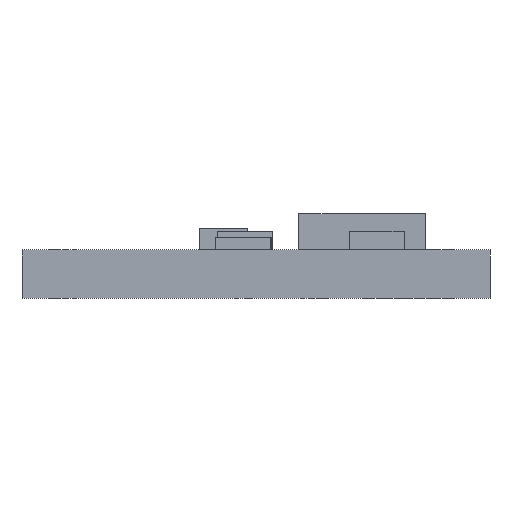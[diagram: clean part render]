
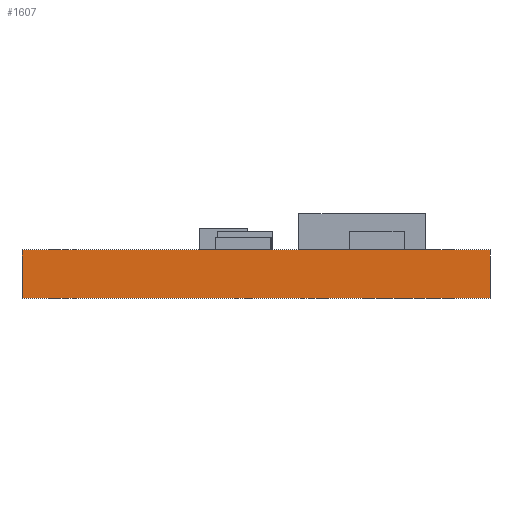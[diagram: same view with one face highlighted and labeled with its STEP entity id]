
A CAD part, front view. The second image highlights one B-rep face of the part: STEP entity #1607.
In plain terms, the highlighted planar face has unit normal (0, -1, 0).
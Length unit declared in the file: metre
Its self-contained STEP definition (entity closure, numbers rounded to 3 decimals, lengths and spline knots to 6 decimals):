
#198=ORIENTED_EDGE('',*,*,#609,.T.);
#199=ORIENTED_EDGE('',*,*,#610,.F.);
#200=ORIENTED_EDGE('',*,*,#586,.F.);
#201=ORIENTED_EDGE('',*,*,#607,.T.);
#586=EDGE_CURVE('',#791,#793,#938,.T.);
#607=EDGE_CURVE('',#791,#812,#946,.T.);
#609=EDGE_CURVE('',#812,#814,#948,.T.);
#610=EDGE_CURVE('',#793,#814,#949,.T.);
#791=VERTEX_POINT('',#2763);
#793=VERTEX_POINT('',#2766);
#812=VERTEX_POINT('',#2806);
#814=VERTEX_POINT('',#2812);
#938=LINE('',#2765,#1118);
#946=LINE('',#2808,#1126);
#948=LINE('',#2811,#1128);
#949=LINE('',#2813,#1129);
#1118=VECTOR('',#2301,1.);
#1126=VECTOR('',#2337,1.);
#1128=VECTOR('',#2341,1.);
#1129=VECTOR('',#2342,1.);
#1274=EDGE_LOOP('',(#198,#199,#200,#201));
#1416=FACE_BOUND('',#1274,.T.);
#1531=PLANE('',#2144);
#1607=ADVANCED_FACE('',(#1416),#1531,.F.);
#2144=AXIS2_PLACEMENT_3D('',#2810,#2339,#2340);
#2301=DIRECTION('',(1.,0.,0.));
#2337=DIRECTION('',(0.,0.,-1.));
#2339=DIRECTION('',(0.,1.,0.));
#2340=DIRECTION('',(0.,0.,1.));
#2341=DIRECTION('',(1.,0.,0.));
#2342=DIRECTION('',(0.,0.,-1.));
#2763=CARTESIAN_POINT('',(-0.00133,-0.02428,0.0016));
#2765=CARTESIAN_POINT('',(0.00642,-0.02428,0.0016));
#2766=CARTESIAN_POINT('',(0.01417,-0.02428,0.0016));
#2806=CARTESIAN_POINT('',(-0.00133,-0.02428,0.));
#2808=CARTESIAN_POINT('',(-0.00133,-0.02428,0.0016));
#2810=CARTESIAN_POINT('',(0.00642,-0.02428,0.0016));
#2811=CARTESIAN_POINT('',(0.00642,-0.02428,0.));
#2812=CARTESIAN_POINT('',(0.01417,-0.02428,0.));
#2813=CARTESIAN_POINT('',(0.01417,-0.02428,0.0016));
